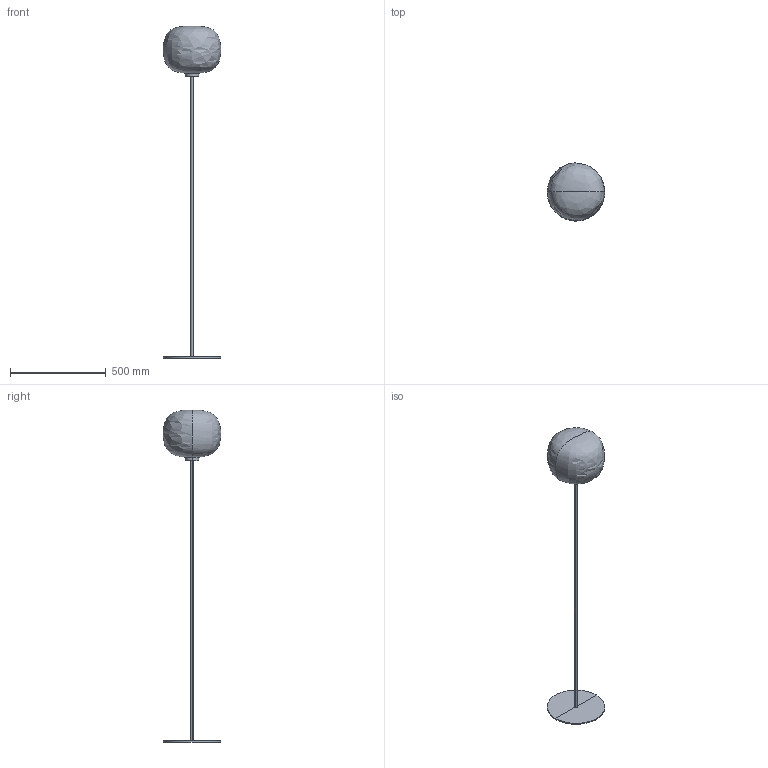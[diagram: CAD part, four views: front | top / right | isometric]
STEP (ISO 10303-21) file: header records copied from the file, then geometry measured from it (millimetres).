
FILE_DESCRIPTION(/* description */ (''),/* implementation_level */ '2;1');
FILE_NAME(/* name */ '1744.37_BOMBO',/* time_stamp */ '2023-01-16T18:31:57+01:00',/* author */ (''),/* organization */ (''),/* preprocessor_version */ 'ST-DEVELOPER v16.5',/* originating_system */ 'Rhino 7.15',/* authorisation */ '');
FILE_SCHEMA (('CONFIG_CONTROL_DESIGN'));
Length unit declared in the file: millimetre
Products named in the file (1): Document
Bounding box: 300.32 x 300.23 x 1730.05 mm (x, y, z)
Volume: 494810.8 mm3; surface area: 502212.6 mm2
Topology: 2 solids, 4 shells, 14 faces, 34 edges, 20 vertices
Faces by surface type: cylinder 6, bspline 6, plane 2
Entity records: 620 total; most frequent: CARTESIAN_POINT 344, ORIENTED_EDGE 48, EDGE_CURVE 28, VERTEX_POINT 18, DIRECTION 16, ADVANCED_FACE 14, FACE_OUTER_BOUND 14, EDGE_LOOP 14
